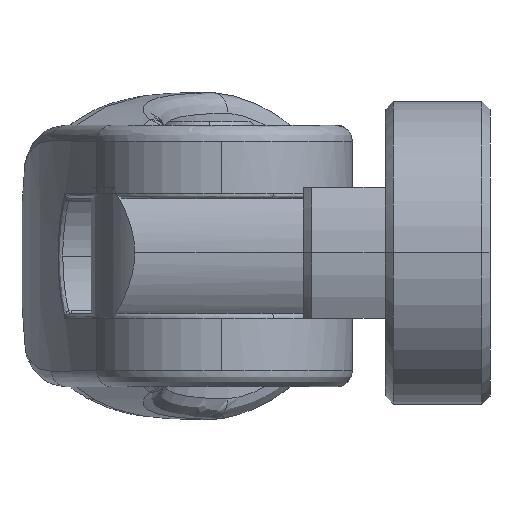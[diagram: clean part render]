
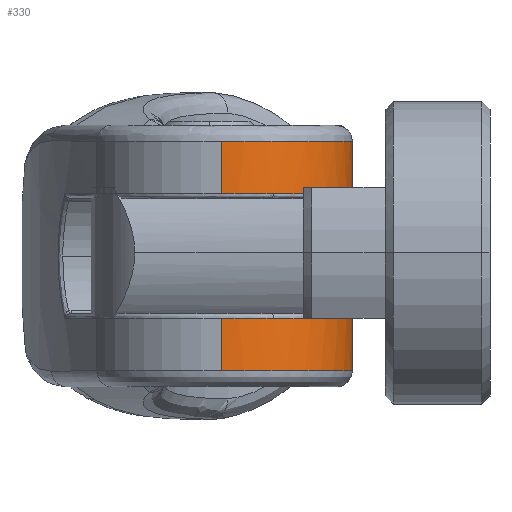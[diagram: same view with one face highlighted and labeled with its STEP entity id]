
A CAD part, left-side view. The second image highlights one B-rep face of the part: STEP entity #330.
In plain terms, the highlighted cylindrical face has radius 8 mm (diameter 16 mm), a partial arc.
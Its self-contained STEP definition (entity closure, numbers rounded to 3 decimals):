
#330=ADVANCED_FACE('',(#741),#742,.T.);
#741=FACE_OUTER_BOUND('',#1365,.T.);
#742=CYLINDRICAL_SURFACE('',#1366,8.);
#1365=EDGE_LOOP('',(#8446,#8447,#8448,#8449,#8450,#8451,#8452,#8453,#8454,#8455,#8456,#8457,#8458,#8459,#8460));
#1366=AXIS2_PLACEMENT_3D('',#8461,#8462,#8463);
#8446=ORIENTED_EDGE('',*,*,#9204,.T.);
#8447=ORIENTED_EDGE('',*,*,#9271,.F.);
#8448=ORIENTED_EDGE('',*,*,#9236,.F.);
#8449=ORIENTED_EDGE('',*,*,#9272,.F.);
#8450=ORIENTED_EDGE('',*,*,#9242,.F.);
#8451=ORIENTED_EDGE('',*,*,#9245,.T.);
#8452=ORIENTED_EDGE('',*,*,#9273,.T.);
#8453=ORIENTED_EDGE('',*,*,#9199,.T.);
#8454=ORIENTED_EDGE('',*,*,#9274,.F.);
#8455=ORIENTED_EDGE('',*,*,#9275,.T.);
#8456=ORIENTED_EDGE('',*,*,#9276,.T.);
#8457=ORIENTED_EDGE('',*,*,#9182,.F.);
#8458=ORIENTED_EDGE('',*,*,#9277,.F.);
#8459=ORIENTED_EDGE('',*,*,#9278,.T.);
#8460=ORIENTED_EDGE('',*,*,#9279,.T.);
#8461=CARTESIAN_POINT('',(0.,16.4,6.94));
#8462=DIRECTION('',(0.0,0.0,1.0));
#8463=DIRECTION('',(-1.0,0.0,0.0));
#9182=EDGE_CURVE('',#9784,#9787,#9788,.T.);
#9199=EDGE_CURVE('',#9817,#9818,#9819,.T.);
#9204=EDGE_CURVE('',#9826,#9827,#9828,.T.);
#9236=EDGE_CURVE('',#9882,#9878,#9884,.T.);
#9242=EDGE_CURVE('',#9892,#9887,#9894,.T.);
#9245=EDGE_CURVE('',#9892,#9896,#9899,.T.);
#9271=EDGE_CURVE('',#9878,#9827,#9936,.T.);
#9272=EDGE_CURVE('',#9887,#9882,#9937,.T.);
#9273=EDGE_CURVE('',#9896,#9817,#9938,.T.);
#9274=EDGE_CURVE('',#9939,#9818,#9940,.T.);
#9275=EDGE_CURVE('',#9939,#9941,#9942,.T.);
#9276=EDGE_CURVE('',#9941,#9787,#9943,.T.);
#9277=EDGE_CURVE('',#9944,#9784,#9945,.T.);
#9278=EDGE_CURVE('',#9944,#9946,#9947,.T.);
#9279=EDGE_CURVE('',#9946,#9826,#9948,.T.);
#9784=VERTEX_POINT('',#10663);
#9787=VERTEX_POINT('',#10667);
#9788=B_SPLINE_CURVE_WITH_KNOTS('',3,(#10668,#10669,#10670,#10671,#10672,#10673,#10674,#10675,#10676,#10677,#10678,#10679,#10680),.UNSPECIFIED.,.F.,.F.,(4,3,3,3,4),(6.013,8.82,9.515,9.785,12.024),.UNSPECIFIED.);
#9817=VERTEX_POINT('',#11002);
#9818=VERTEX_POINT('',#11003);
#9819=LINE('',#11004,#11005);
#9826=VERTEX_POINT('',#11013);
#9827=VERTEX_POINT('',#11014);
#9828=LINE('',#11015,#11016);
#9878=VERTEX_POINT('',#11075);
#9882=VERTEX_POINT('',#11101);
#9884=CIRCLE('',#11116,8.);
#9887=VERTEX_POINT('',#11119);
#9892=VERTEX_POINT('',#11146);
#9894=B_SPLINE_CURVE_WITH_KNOTS('',3,(#11159,#11160,#11161,#11162,#11163,#11164,#11165,#11166,#11167,#11168),.UNSPECIFIED.,.F.,.F.,(4,3,3,4),(31.172,31.601,33.629,35.478),.UNSPECIFIED.);
#9896=VERTEX_POINT('',#11170);
#9899=CIRCLE('',#11183,8.);
#9936=CIRCLE('',#11316,8.);
#9937=B_SPLINE_CURVE_WITH_KNOTS('',3,(#11317,#11318,#11319,#11320,#11321,#11322,#11323,#11324,#11325,#11326),.UNSPECIFIED.,.F.,.F.,(4,3,3,4),(35.478,37.136,38.527,39.779),.UNSPECIFIED.);
#9938=CIRCLE('',#11327,8.);
#9939=VERTEX_POINT('',#11328);
#9940=CIRCLE('',#11329,8.);
#9941=VERTEX_POINT('',#11330);
#9942=CIRCLE('',#11331,83.639);
#9943=LINE('',#11332,#11333);
#9944=VERTEX_POINT('',#11334);
#9945=B_SPLINE_CURVE_WITH_KNOTS('',3,(#11335,#11336,#11337,#11338,#11339,#11340,#11341,#11342,#11343,#11344,#11345,#11346,#11347),.UNSPECIFIED.,.F.,.F.,(4,3,3,3,4),(0.0,2.32,2.511,3.044,6.013),.UNSPECIFIED.);
#9946=VERTEX_POINT('',#11348);
#9947=CIRCLE('',#11349,83.614);
#9948=CIRCLE('',#11350,8.);
#10663=CARTESIAN_POINT('',(7.982,15.856,-0.2));
#10667=CARTESIAN_POINT('',(7.993,16.076,-6.204));
#10668=CARTESIAN_POINT('',(7.982,15.856,-0.2));
#10669=CARTESIAN_POINT('',(7.982,15.856,-1.135));
#10670=CARTESIAN_POINT('',(7.983,15.873,-2.07));
#10671=CARTESIAN_POINT('',(7.985,15.906,-3.005));
#10672=CARTESIAN_POINT('',(7.985,15.914,-3.237));
#10673=CARTESIAN_POINT('',(7.986,15.923,-3.468));
#10674=CARTESIAN_POINT('',(7.986,15.933,-3.698));
#10675=CARTESIAN_POINT('',(7.987,15.937,-3.787));
#10676=CARTESIAN_POINT('',(7.987,15.94,-3.875));
#10677=CARTESIAN_POINT('',(7.987,15.944,-3.963));
#10678=CARTESIAN_POINT('',(7.989,15.976,-4.694));
#10679=CARTESIAN_POINT('',(7.991,16.02,-5.441));
#10680=CARTESIAN_POINT('',(7.993,16.076,-6.204));
#11002=CARTESIAN_POINT('',(-8.,16.4,-4.));
#11003=CARTESIAN_POINT('',(-8.,16.4,-7.2));
#11004=CARTESIAN_POINT('',(-8.,16.4,-0.2));
#11005=VECTOR('',#14382,1.0);
#11013=CARTESIAN_POINT('',(-8.,16.4,6.8));
#11014=CARTESIAN_POINT('',(-8.,16.4,3.6));
#11015=CARTESIAN_POINT('',(-8.,16.4,-0.2));
#11016=VECTOR('',#14390,1.0);
#11075=CARTESIAN_POINT('',(-7.347,13.234,3.6));
#11101=CARTESIAN_POINT('',(4.131,9.549,3.6));
#11116=AXIS2_PLACEMENT_3D('',#14442,#14443,#14444);
#11119=CARTESIAN_POINT('',(5.714,10.801,-0.199));
#11146=CARTESIAN_POINT('',(4.131,9.549,-4.));
#11159=CARTESIAN_POINT('',(4.131,9.549,-4.));
#11160=CARTESIAN_POINT('',(4.227,9.607,-3.903));
#11161=CARTESIAN_POINT('',(4.32,9.666,-3.803));
#11162=CARTESIAN_POINT('',(4.408,9.724,-3.7));
#11163=CARTESIAN_POINT('',(4.828,10.001,-3.21));
#11164=CARTESIAN_POINT('',(5.16,10.279,-2.654));
#11165=CARTESIAN_POINT('',(5.389,10.488,-2.028));
#11166=CARTESIAN_POINT('',(5.598,10.678,-1.457));
#11167=CARTESIAN_POINT('',(5.714,10.801,-0.836));
#11168=CARTESIAN_POINT('',(5.714,10.801,-0.199));
#11170=CARTESIAN_POINT('',(-7.347,13.234,-4.));
#11183=AXIS2_PLACEMENT_3D('',#14445,#14446,#14447);
#11316=AXIS2_PLACEMENT_3D('',#14472,#14473,#14474);
#11317=CARTESIAN_POINT('',(5.714,10.801,-0.199));
#11318=CARTESIAN_POINT('',(5.714,10.801,0.371));
#11319=CARTESIAN_POINT('',(5.621,10.703,0.932));
#11320=CARTESIAN_POINT('',(5.45,10.544,1.453));
#11321=CARTESIAN_POINT('',(5.307,10.411,1.89));
#11322=CARTESIAN_POINT('',(5.112,10.239,2.296));
#11323=CARTESIAN_POINT('',(4.874,10.056,2.67));
#11324=CARTESIAN_POINT('',(4.66,9.892,3.007));
#11325=CARTESIAN_POINT('',(4.412,9.719,3.317));
#11326=CARTESIAN_POINT('',(4.131,9.549,3.6));
#11327=AXIS2_PLACEMENT_3D('',#14475,#14476,#14477);
#11328=CARTESIAN_POINT('',(7.996,16.154,-7.2));
#11329=AXIS2_PLACEMENT_3D('',#14478,#14479,#14480);
#11330=CARTESIAN_POINT('',(7.993,16.077,-6.207));
#11331=AXIS2_PLACEMENT_3D('',#14481,#14482,#14483);
#11332=CARTESIAN_POINT('',(7.993,16.076,-6.207));
#11333=VECTOR('',#14484,0.002);
#11334=CARTESIAN_POINT('',(7.993,16.076,5.807));
#11335=CARTESIAN_POINT('',(7.993,16.076,5.807));
#11336=CARTESIAN_POINT('',(7.991,16.017,5.008));
#11337=CARTESIAN_POINT('',(7.989,15.972,4.234));
#11338=CARTESIAN_POINT('',(7.987,15.941,3.485));
#11339=CARTESIAN_POINT('',(7.987,15.938,3.423));
#11340=CARTESIAN_POINT('',(7.987,15.936,3.361));
#11341=CARTESIAN_POINT('',(7.986,15.933,3.298));
#11342=CARTESIAN_POINT('',(7.986,15.925,3.122));
#11343=CARTESIAN_POINT('',(7.985,15.918,2.945));
#11344=CARTESIAN_POINT('',(7.985,15.912,2.767));
#11345=CARTESIAN_POINT('',(7.983,15.875,1.778));
#11346=CARTESIAN_POINT('',(7.982,15.856,0.789));
#11347=CARTESIAN_POINT('',(7.982,15.856,-0.2));
#11348=CARTESIAN_POINT('',(7.996,16.154,6.8));
#11349=AXIS2_PLACEMENT_3D('',#14485,#14486,#14487);
#11350=AXIS2_PLACEMENT_3D('',#14488,#14489,#14490);
#14382=DIRECTION('',(-0.0,0.0,-1.0));
#14390=DIRECTION('',(-0.0,0.0,-1.0));
#14442=CARTESIAN_POINT('',(0.,16.4,3.6));
#14443=DIRECTION('',(0.0,0.0,-1.0));
#14444=DIRECTION('',(-1.0,0.0,0.0));
#14445=CARTESIAN_POINT('',(0.,16.4,-4.));
#14446=DIRECTION('',(0.0,0.0,-1.0));
#14447=DIRECTION('',(-1.0,0.0,0.0));
#14472=CARTESIAN_POINT('',(0.,16.4,3.6));
#14473=DIRECTION('',(0.0,0.0,-1.0));
#14474=DIRECTION('',(-1.0,0.0,0.0));
#14475=CARTESIAN_POINT('',(0.,16.4,-4.));
#14476=DIRECTION('',(0.0,0.0,-1.0));
#14477=DIRECTION('',(-1.0,0.0,0.0));
#14478=CARTESIAN_POINT('',(0.,16.4,-7.2));
#14479=DIRECTION('',(0.,0.,-1.0));
#14480=DIRECTION('',(0.,-1.0,0.));
#14481=CARTESIAN_POINT('',(5.516,99.456,-0.112));
#14482=DIRECTION('',(-1.,-0.029,-0.005));
#14483=DIRECTION('',(0.03,-0.997,-0.073));
#14484=DIRECTION('',(-0.004,-0.093,0.996));
#14485=CARTESIAN_POINT('',(5.518,99.431,-0.286));
#14486=DIRECTION('',(-1.,-0.029,0.005));
#14487=DIRECTION('',(0.03,-0.996,0.085));
#14488=CARTESIAN_POINT('',(0.,16.4,6.8));
#14489=DIRECTION('',(0.,0.,-1.0));
#14490=DIRECTION('',(0.,-1.0,0.));
